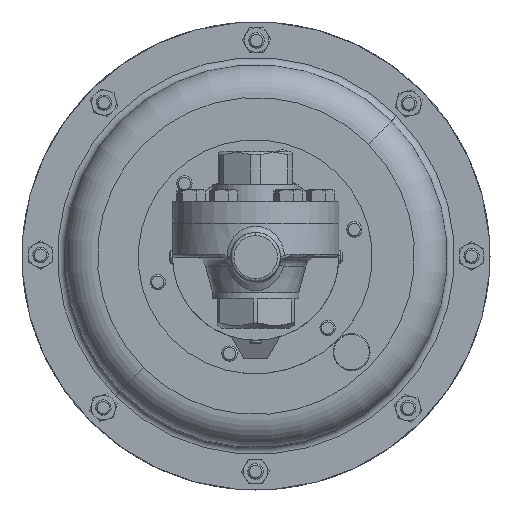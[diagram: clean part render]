
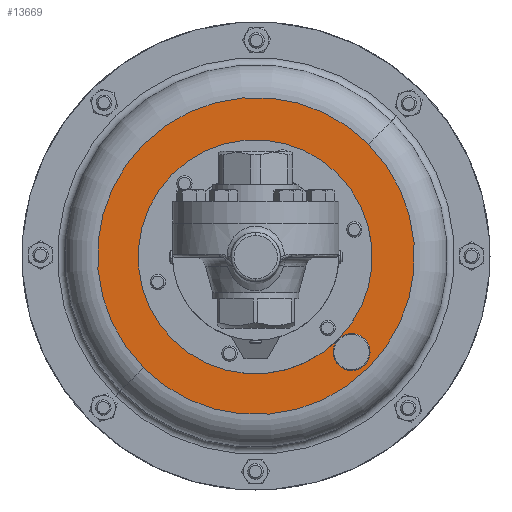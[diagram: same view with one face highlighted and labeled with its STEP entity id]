
A CAD part, front view. The second image highlights one B-rep face of the part: STEP entity #13669.
In plain terms, the highlighted planar face has unit normal (0, -1, 0).
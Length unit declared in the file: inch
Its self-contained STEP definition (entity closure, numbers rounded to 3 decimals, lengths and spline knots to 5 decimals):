
#423 = CIRCLE ( 'NONE', #6075, 0.375 ) ;
#424 = DIRECTION ( 'NONE',  ( 0.709, 0., 0.705 ) ) ;
#671 = EDGE_CURVE ( 'NONE', #3746, #14451, #10147, .T. ) ;
#727 = ORIENTED_EDGE ( 'NONE', *, *, #11510, .T. ) ;
#1322 = CARTESIAN_POINT ( 'NONE',  ( 4.15966, 9.06226, 1.69412 ) ) ;
#2048 = VERTEX_POINT ( 'NONE', #12499 ) ;
#2147 = AXIS2_PLACEMENT_3D ( 'NONE', #11998, #4618, #16741 ) ;
#2178 = CIRCLE ( 'NONE', #13215, 3.219 ) ;
#3217 = CARTESIAN_POINT ( 'NONE',  ( 1.92261, 9.06226, 3.41427 ) ) ;
#3414 = VERTEX_POINT ( 'NONE', #9588 ) ;
#3600 = ORIENTED_EDGE ( 'NONE', *, *, #13504, .T. ) ;
#3646 = DIRECTION ( 'NONE',  ( 0., -1., 0. ) ) ;
#3746 = VERTEX_POINT ( 'NONE', #18475 ) ;
#4231 = ORIENTED_EDGE ( 'NONE', *, *, #15360, .F. ) ;
#4618 = DIRECTION ( 'NONE',  ( 0., 1., 0. ) ) ;
#4792 = DIRECTION ( 'NONE',  ( 0.709, 0., 0.705 ) ) ;
#5261 = DIRECTION ( 'NONE',  ( 0., 1., 0. ) ) ;
#5433 = ORIENTED_EDGE ( 'NONE', *, *, #10878, .F. ) ;
#5674 = AXIS2_PLACEMENT_3D ( 'NONE', #14637, #5261, #16156 ) ;
#5788 = EDGE_CURVE ( 'NONE', #3414, #17544, #7752, .T. ) ;
#6075 = AXIS2_PLACEMENT_3D ( 'NONE', #15655, #6324, #17184 ) ;
#6287 = AXIS2_PLACEMENT_3D ( 'NONE', #19070, #3646, #14570 ) ;
#6324 = DIRECTION ( 'NONE',  ( 0., 1., 0. ) ) ;
#6808 = FACE_OUTER_BOUND ( 'NONE', #12075, .T. ) ;
#7310 = VERTEX_POINT ( 'NONE', #13160 ) ;
#7358 = DIRECTION ( 'NONE',  ( 0., 1., 0. ) ) ;
#7752 = CIRCLE ( 'NONE', #5674, 0.375 ) ;
#7931 = AXIS2_PLACEMENT_3D ( 'NONE', #17546, #8248, #19112 ) ;
#8248 = DIRECTION ( 'NONE',  ( 0., 1., 0. ) ) ;
#8313 = VERTEX_POINT ( 'NONE', #18294 ) ;
#8545 = CARTESIAN_POINT ( 'NONE',  ( 3.86263, 9.06226, 1.46521 ) ) ;
#9006 = AXIS2_PLACEMENT_3D ( 'NONE', #16647, #7358, #18212 ) ;
#9452 = ORIENTED_EDGE ( 'NONE', *, *, #5788, .T. ) ;
#9588 = CARTESIAN_POINT ( 'NONE',  ( 3.59908, 9.06226, 1.73198 ) ) ;
#9787 = DIRECTION ( 'NONE',  ( 0., 1., 0. ) ) ;
#10104 = DIRECTION ( 'NONE',  ( 0.792, 0., 0.61 ) ) ;
#10147 = CIRCLE ( 'NONE', #2147, 2.375 ) ;
#10878 = EDGE_CURVE ( 'NONE', #8313, #12244, #2178, .T. ) ;
#10927 = FACE_BOUND ( 'NONE', #19302, .T. ) ;
#10969 = CIRCLE ( 'NONE', #9006, 2.375 ) ;
#11510 = EDGE_CURVE ( 'NONE', #14451, #7310, #10969, .T. ) ;
#11637 = CIRCLE ( 'NONE', #7931, 2.375 ) ;
#11998 = CARTESIAN_POINT ( 'NONE',  ( 1.90656, 9.06226, 3.39812 ) ) ;
#12075 = EDGE_LOOP ( 'NONE', ( #5433, #4231 ) ) ;
#12244 = VERTEX_POINT ( 'NONE', #14125 ) ;
#12499 = CARTESIAN_POINT ( 'NONE',  ( 3.5656, 9.06226, 1.2363 ) ) ;
#12600 = ORIENTED_EDGE ( 'NONE', *, *, #17807, .T. ) ;
#13160 = CARTESIAN_POINT ( 'NONE',  ( 3.57124, 9.06226, 5.09207 ) ) ;
#13215 = AXIS2_PLACEMENT_3D ( 'NONE', #3217, #14186, #4792 ) ;
#13504 = EDGE_CURVE ( 'NONE', #2048, #3746, #423, .T. ) ;
#13669 = ADVANCED_FACE ( 'NONE', ( #6808, #10927 ), #19143, .T. ) ;
#14125 = CARTESIAN_POINT ( 'NONE',  ( -0.35885, 9.06226, 1.14339 ) ) ;
#14186 = DIRECTION ( 'NONE',  ( 0., 1., 0. ) ) ;
#14425 = CARTESIAN_POINT ( 'NONE',  ( 0.24188, 9.06226, 1.70417 ) ) ;
#14451 = VERTEX_POINT ( 'NONE', #14425 ) ;
#14570 = DIRECTION ( 'NONE',  ( -0.709, 0., -0.705 ) ) ;
#14637 = CARTESIAN_POINT ( 'NONE',  ( 3.86263, 9.06226, 1.46521 ) ) ;
#14853 = CIRCLE ( 'NONE', #20052, 3.219 ) ;
#14970 = ORIENTED_EDGE ( 'NONE', *, *, #671, .T. ) ;
#15360 = EDGE_CURVE ( 'NONE', #12244, #8313, #14853, .T. ) ;
#15655 = CARTESIAN_POINT ( 'NONE',  ( 3.86263, 9.06226, 1.46521 ) ) ;
#16156 = DIRECTION ( 'NONE',  ( 0.792, 0., 0.61 ) ) ;
#16591 = EDGE_CURVE ( 'NONE', #7310, #3414, #11637, .T. ) ;
#16647 = CARTESIAN_POINT ( 'NONE',  ( 1.90656, 9.06226, 3.39812 ) ) ;
#16741 = DIRECTION ( 'NONE',  ( 0.701, 0., 0.713 ) ) ;
#16806 = AXIS2_PLACEMENT_3D ( 'NONE', #8545, #19416, #10104 ) ;
#17168 = CIRCLE ( 'NONE', #16806, 0.375 ) ;
#17184 = DIRECTION ( 'NONE',  ( 0.792, 0., 0.61 ) ) ;
#17544 = VERTEX_POINT ( 'NONE', #1322 ) ;
#17546 = CARTESIAN_POINT ( 'NONE',  ( 1.90656, 9.06226, 3.39812 ) ) ;
#17807 = EDGE_CURVE ( 'NONE', #17544, #2048, #17168, .T. ) ;
#18212 = DIRECTION ( 'NONE',  ( 0.701, 0., 0.713 ) ) ;
#18294 = CARTESIAN_POINT ( 'NONE',  ( 4.20407, 9.06226, 5.68515 ) ) ;
#18475 = CARTESIAN_POINT ( 'NONE',  ( 3.59274, 9.06226, 1.72556 ) ) ;
#19070 = CARTESIAN_POINT ( 'NONE',  ( 4.19349, 9.06226, 1.13281 ) ) ;
#19077 = CARTESIAN_POINT ( 'NONE',  ( 1.92261, 9.06226, 3.41427 ) ) ;
#19112 = DIRECTION ( 'NONE',  ( 0.701, 0., 0.713 ) ) ;
#19143 = PLANE ( 'NONE',  #6287 ) ;
#19302 = EDGE_LOOP ( 'NONE', ( #9452, #12600, #3600, #14970, #727, #19411 ) ) ;
#19411 = ORIENTED_EDGE ( 'NONE', *, *, #16591, .T. ) ;
#19416 = DIRECTION ( 'NONE',  ( 0., 1., 0. ) ) ;
#20052 = AXIS2_PLACEMENT_3D ( 'NONE', #19077, #9787, #424 ) ;
